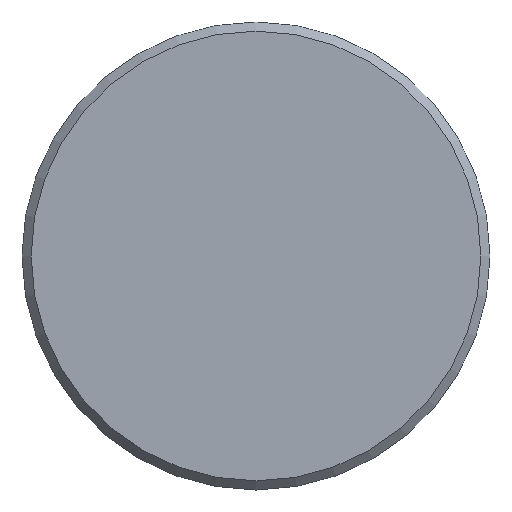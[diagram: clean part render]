
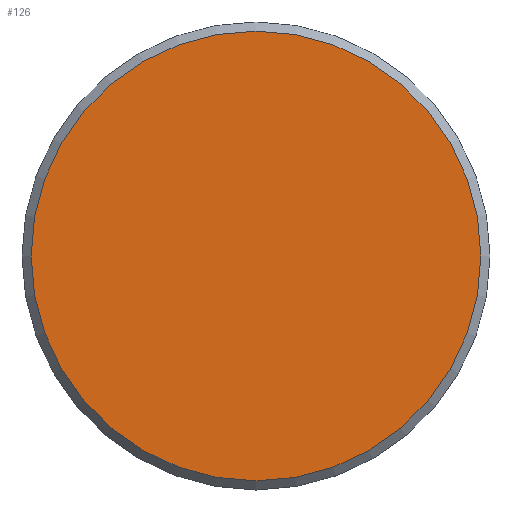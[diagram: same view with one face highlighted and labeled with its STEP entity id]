
A CAD part, left-side view. The second image highlights one B-rep face of the part: STEP entity #126.
In plain terms, the highlighted planar face has unit normal (-1, 0, 0).
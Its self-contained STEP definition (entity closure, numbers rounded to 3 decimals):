
#33=ORIENTED_EDGE('',*,*,#53,.T.);
#53=EDGE_CURVE('',#63,#63,#73,.T.);
#63=VERTEX_POINT('',#227);
#73=CIRCLE('',#155,24.5);
#83=EDGE_LOOP('',(#33));
#103=FACE_BOUND('',#83,.T.);
#122=PLANE('',#154);
#126=ADVANCED_FACE('',(#103),#122,.T.);
#154=AXIS2_PLACEMENT_3D('',#225,#181,#182);
#155=AXIS2_PLACEMENT_3D('',#226,#183,#184);
#181=DIRECTION('',(-1.,0.,0.));
#182=DIRECTION('',(0.,0.,1.));
#183=DIRECTION('',(-1.,0.,0.));
#184=DIRECTION('',(0.,0.,1.));
#225=CARTESIAN_POINT('',(-43.129,-108.175,9.5));
#226=CARTESIAN_POINT('',(-43.129,-130.883,-13.25));
#227=CARTESIAN_POINT('',(-43.129,-130.883,11.25));
